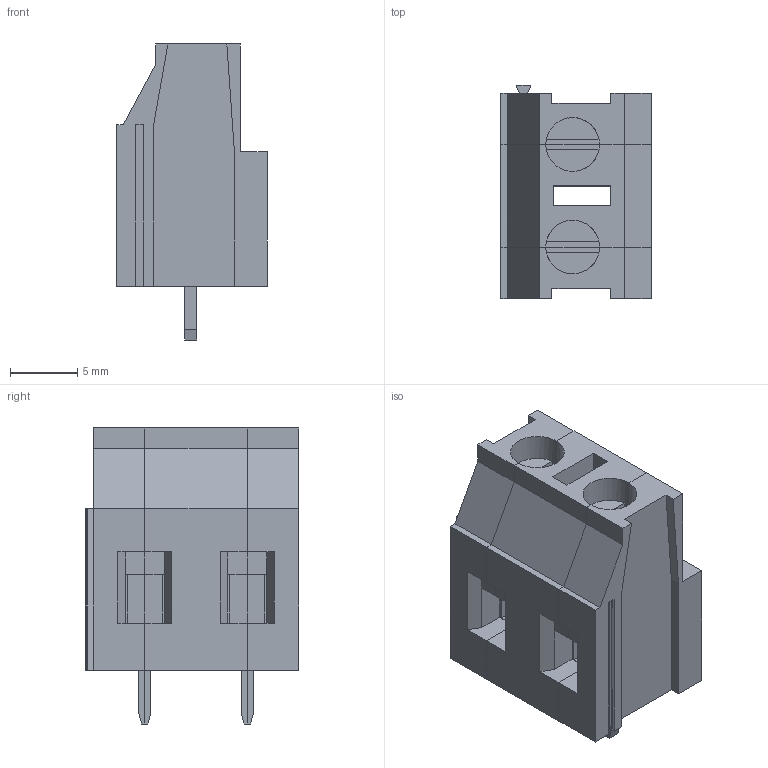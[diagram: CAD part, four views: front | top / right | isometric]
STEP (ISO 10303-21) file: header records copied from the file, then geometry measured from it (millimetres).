
FILE_DESCRIPTION(('STEP AP242'),'1');
FILE_NAME('691253410002.stp','2022-05-01T13:55:57',('TraceParts'),('TraceParts S.A.'),'Spatial InterOp 3D',' ',' ');
FILE_SCHEMA(('AP242_MANAGED_MODEL_BASED_3D_ENGINEERING_MIM_LF {1 0 10303 442 1 1 4}'));
Length unit declared in the file: millimetre
Products named in the file (1): 691253410002_1
Bounding box: 11.2 x 15.84 x 22 mm (x, y, z)
Volume: 2057.5 mm3; surface area: 2437.7 mm2
Topology: 3 solids, 3 shells, 153 faces, 437 edges, 290 vertices
Faces by surface type: plane 141, cylinder 12
Entity records: 6163 total; most frequent: CARTESIAN_POINT 883, ORIENTED_EDGE 874, DIRECTION 781, EDGE_CURVE 437, LINE 405, VECTOR 405, VERTEX_POINT 290, AXIS2_PLACEMENT_3D 188
